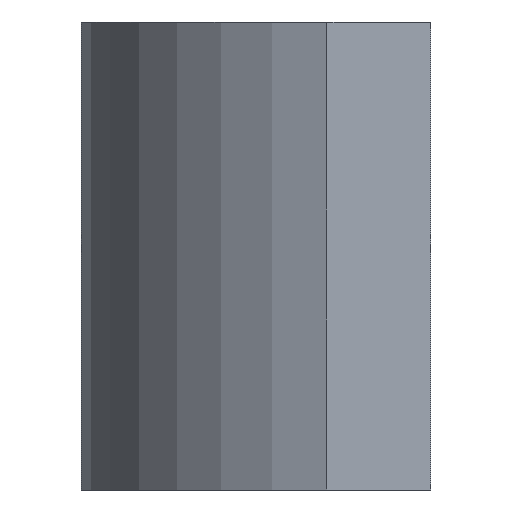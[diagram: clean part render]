
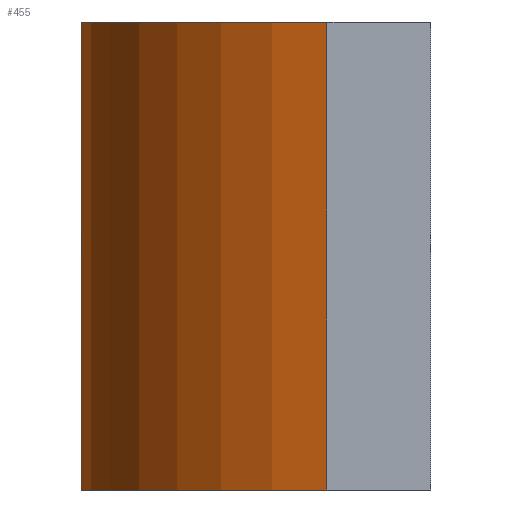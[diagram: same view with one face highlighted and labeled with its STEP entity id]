
A CAD part, left-side view. The second image highlights one B-rep face of the part: STEP entity #455.
In plain terms, the highlighted cylindrical face has radius 13.5 mm (diameter 27 mm), a partial arc.
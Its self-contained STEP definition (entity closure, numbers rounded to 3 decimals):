
#172=CARTESIAN_POINT('',(12.093,6.0,9.0));
#173=VERTEX_POINT('',#172);
#180=CARTESIAN_POINT('',(-12.894,4.,9.0));
#181=VERTEX_POINT('',#180);
#182=CARTESIAN_POINT('',(0.0,0.0,9.0));
#183=DIRECTION('',(0.0,0.0,-1.0));
#184=DIRECTION('',(-0.896,-0.444,0.0));
#185=AXIS2_PLACEMENT_3D('',#182,#183,#184);
#186=CIRCLE('',#185,13.5);
#187=EDGE_CURVE('',#181,#173,#186,.T.);
#254=CARTESIAN_POINT('',(12.093,6.0,-9.0));
#255=VERTEX_POINT('',#254);
#262=CARTESIAN_POINT('',(12.093,6.0,9.0));
#263=DIRECTION('',(0.0,0.0,-1.0));
#264=VECTOR('',#263,18.0);
#265=LINE('',#262,#264);
#266=EDGE_CURVE('',#173,#255,#265,.T.);
#346=CARTESIAN_POINT('',(-12.894,4.,-9.0));
#347=VERTEX_POINT('',#346);
#354=CARTESIAN_POINT('',(0.0,0.0,-9.0));
#355=DIRECTION('',(0.0,0.0,1.0));
#356=DIRECTION('',(-0.896,-0.444,0.0));
#357=AXIS2_PLACEMENT_3D('',#354,#355,#356);
#358=CIRCLE('',#357,13.5);
#359=EDGE_CURVE('',#255,#347,#358,.T.);
#430=CARTESIAN_POINT('',(-12.894,4.,9.0));
#431=DIRECTION('',(0.0,0.0,-1.0));
#432=VECTOR('',#431,18.0);
#433=LINE('',#430,#432);
#434=EDGE_CURVE('',#181,#347,#433,.T.);
#444=CARTESIAN_POINT('',(0.0,0.0,0.0));
#445=DIRECTION('',(0.0,0.0,1.0));
#446=DIRECTION('',(-0.896,-0.444,0.0));
#447=AXIS2_PLACEMENT_3D('',#444,#445,#446);
#448=CYLINDRICAL_SURFACE('',#447,13.5);
#449=ORIENTED_EDGE('',*,*,#187,.T.);
#450=ORIENTED_EDGE('',*,*,#266,.T.);
#451=ORIENTED_EDGE('',*,*,#359,.T.);
#452=ORIENTED_EDGE('',*,*,#434,.F.);
#453=EDGE_LOOP('',(#449,#450,#451,#452));
#454=FACE_OUTER_BOUND('',#453,.T.);
#455=ADVANCED_FACE('',(#454),#448,.T.);
